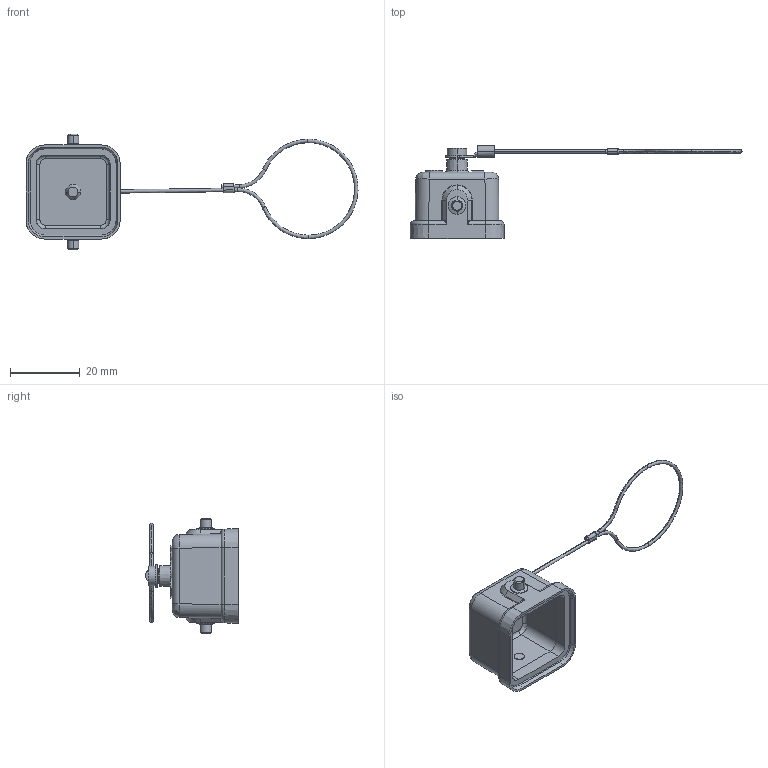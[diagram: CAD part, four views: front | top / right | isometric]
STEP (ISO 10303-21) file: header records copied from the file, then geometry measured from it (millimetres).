
FILE_DESCRIPTION((''),'2;1');
FILE_NAME('3D_1120030108002_H3A-MMCV-2B_1F','2024-01-19T',('yp.zhu'),(''),'PRO/ENGINEER BY PARAMETRIC TECHNOLOGY CORPORATION, 2012480','PRO/ENGINEER BY PARAMETRIC TECHNOLOGY CORPORATION, 2012480','');
FILE_SCHEMA(('CONFIG_CONTROL_DESIGN'));
Length unit declared in the file: millimetre
Products named in the file (1): 3D_1120030108002_H3A-MMCV-2B_1F
Bounding box: 95.19 x 26.65 x 33.22 mm (x, y, z)
Volume: 3826.3 mm3; surface area: 5290.6 mm2
Topology: 1 solids, 2 shells, 273 faces, 682 edges, 434 vertices
Faces by surface type: plane 112, cylinder 78, bspline 36, cone 27, extrusion 10, torus 8, sphere 2
Entity records: 9996 total; most frequent: CARTESIAN_POINT 3584, ORIENTED_EDGE 1364, DIRECTION 1249, EDGE_CURVE 682, AXIS2_PLACEMENT_3D 438, VERTEX_POINT 436, VECTOR 373, LINE 363
